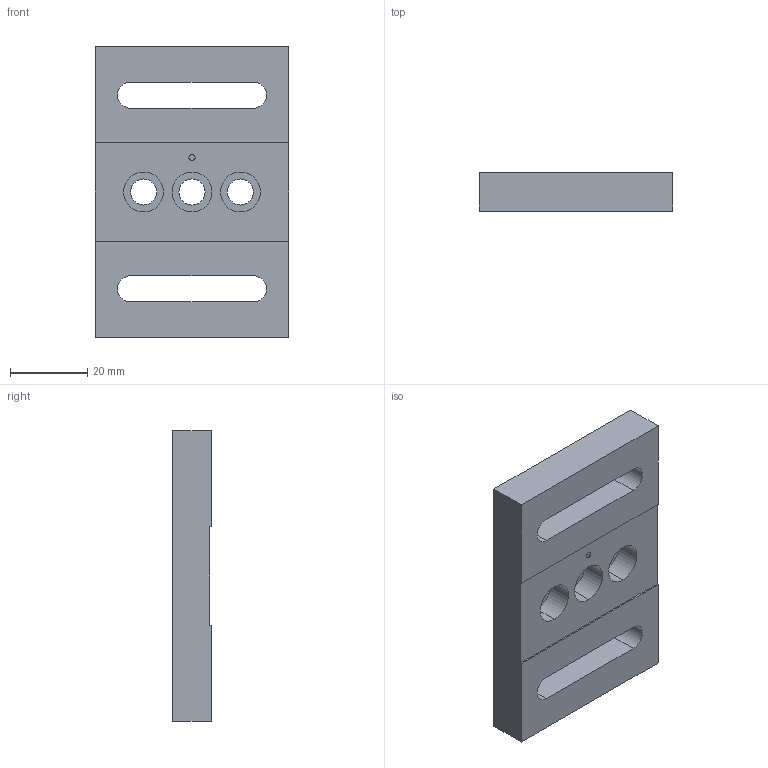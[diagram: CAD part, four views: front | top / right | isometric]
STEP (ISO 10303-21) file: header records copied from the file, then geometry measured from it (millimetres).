
FILE_DESCRIPTION (( 'STEP AP214' ), '1' );
FILE_NAME ('19227-E0W.STEP', '2009-03-10T12:36:20', ( '' ), ( '' ), 'SwSTEP 2.0', 'SolidWorks 2007', '' );
FILE_SCHEMA (( 'AUTOMOTIVE_DESIGN' ));
Length unit declared in the file: millimetre
Products named in the file (1): 19227-E0W
Bounding box: 50 x 10 x 75 mm (x, y, z)
Volume: 30071.2 mm3; surface area: 11332.7 mm2
Topology: 1 solids, 1 shells, 234 faces, 621 edges, 414 vertices
Faces by surface type: plane 145, bspline 71, cylinder 18
Entity records: 12668 total; most frequent: CARTESIAN_POINT 4677, ORIENTED_EDGE 1242, DIRECTION 843, EDGE_CURVE 621, VECTOR 443, LINE 443, VERTEX_POINT 414, EDGE_LOOP 269
